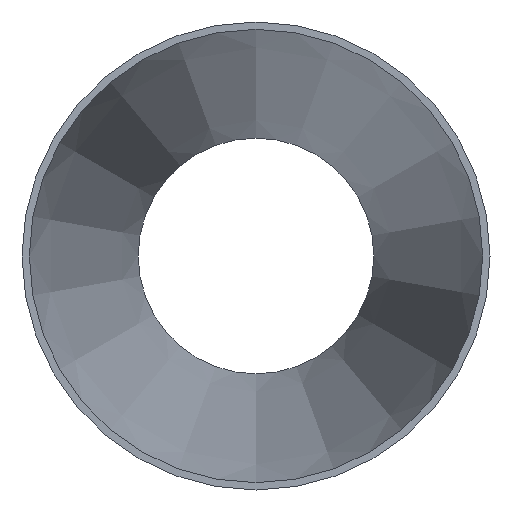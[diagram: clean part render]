
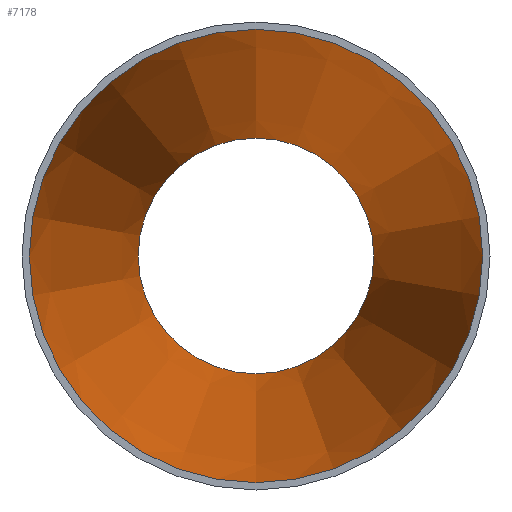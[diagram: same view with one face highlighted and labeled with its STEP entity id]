
A CAD part, front view. The second image highlights one B-rep face of the part: STEP entity #7178.
In plain terms, the highlighted conical face has half-angle 8.746 degrees and reference radius 62.477 mm.
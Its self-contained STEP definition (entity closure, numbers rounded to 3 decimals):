
#698 = CIRCLE ( 'NONE', #2470, 32.476 ) ;
#1273 = CIRCLE ( 'NONE', #9105, 62.476 ) ;
#2437 = VERTEX_POINT ( 'NONE', #16025 ) ;
#2470 = AXIS2_PLACEMENT_3D ( 'NONE', #16617, #18060, #21761 ) ;
#3963 = DIRECTION ( 'NONE',  ( 0., -1., 0. ) ) ;
#4001 = ORIENTED_EDGE ( 'NONE', *, *, #7582, .T. ) ;
#4027 = EDGE_LOOP ( 'NONE', ( #4001 ) ) ;
#5179 = CONICAL_SURFACE ( 'NONE', #9810, 62.476, 0.153 ) ;
#5441 = CARTESIAN_POINT ( 'NONE',  ( 0., 0., 0. ) ) ;
#7178 = ADVANCED_FACE ( 'NONE', ( #9315, #7439 ), #5179, .F. ) ;
#7439 = FACE_OUTER_BOUND ( 'NONE', #4027, .T. ) ;
#7582 = EDGE_CURVE ( 'NONE', #19364, #19364, #1273, .T. ) ;
#9105 = AXIS2_PLACEMENT_3D ( 'NONE', #5441, #12348, #15680 ) ;
#9315 = FACE_BOUND ( 'NONE', #17472, .T. ) ;
#9422 = DIRECTION ( 'NONE',  ( 0., 0., -1. ) ) ;
#9810 = AXIS2_PLACEMENT_3D ( 'NONE', #14440, #3963, #9422 ) ;
#11424 = ORIENTED_EDGE ( 'NONE', *, *, #14076, .F. ) ;
#12348 = DIRECTION ( 'NONE',  ( 0., -1., 0. ) ) ;
#14076 = EDGE_CURVE ( 'NONE', #2437, #2437, #698, .T. ) ;
#14440 = CARTESIAN_POINT ( 'NONE',  ( 0., 0., 0. ) ) ;
#15680 = DIRECTION ( 'NONE',  ( 0., 0., -1. ) ) ;
#16025 = CARTESIAN_POINT ( 'NONE',  ( 0., 195., -32.476 ) ) ;
#16617 = CARTESIAN_POINT ( 'NONE',  ( 0., 195., 0. ) ) ;
#17472 = EDGE_LOOP ( 'NONE', ( #11424 ) ) ;
#18060 = DIRECTION ( 'NONE',  ( 0., -1., 0. ) ) ;
#19364 = VERTEX_POINT ( 'NONE', #20943 ) ;
#20943 = CARTESIAN_POINT ( 'NONE',  ( 0., 0., -62.476 ) ) ;
#21761 = DIRECTION ( 'NONE',  ( 0., 0., -1. ) ) ;
